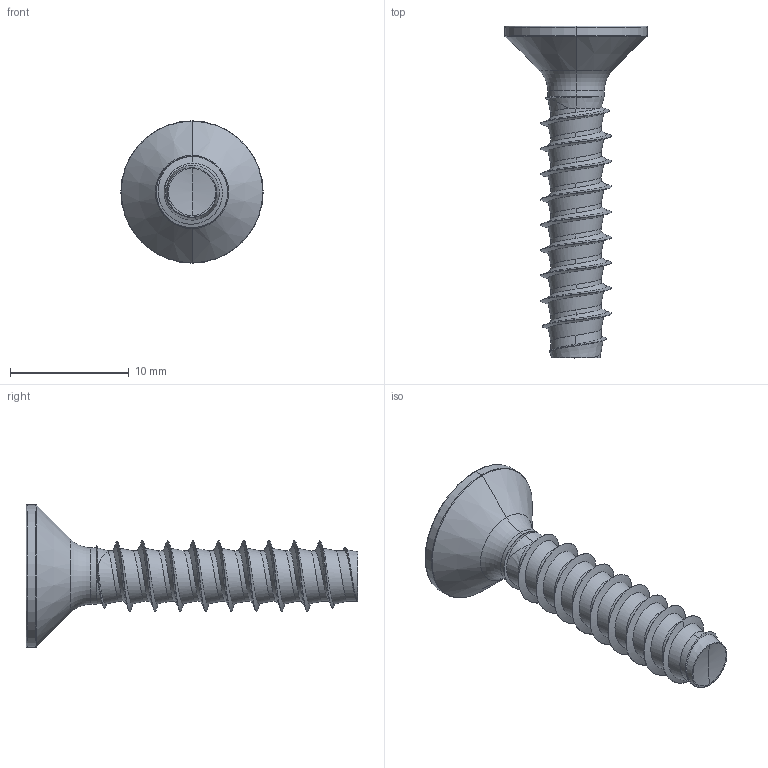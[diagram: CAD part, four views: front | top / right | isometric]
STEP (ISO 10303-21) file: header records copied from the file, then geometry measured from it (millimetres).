
FILE_DESCRIPTION (( 'STEP AP203' ), '1' );
FILE_NAME ('STP430600280.STEP', '2020-09-22T13:10:29', ( '' ), ( '' ), 'SwSTEP 2.0', 'SolidWorks 2015', '' );
FILE_SCHEMA (( 'CONFIG_CONTROL_DESIGN' ));
Length unit declared in the file: millimetre
Products named in the file (2): STP430600280
Bounding box: 12 x 28 x 12 mm (x, y, z)
Volume: 667.5 mm3; surface area: 851.3 mm2
Topology: 1 solids, 1 shells, 110 faces, 268 edges, 162 vertices
Faces by surface type: cylinder 47, bspline 35, cone 13, torus 10, plane 3, sphere 2
Entity records: 22884 total; most frequent: CARTESIAN_POINT 20521, ORIENTED_EDGE 536, DIRECTION 362, EDGE_CURVE 268, VERTEX_POINT 162, AXIS2_PLACEMENT_3D 149, B_SPLINE_CURVE_WITH_KNOTS 112, EDGE_LOOP 112
